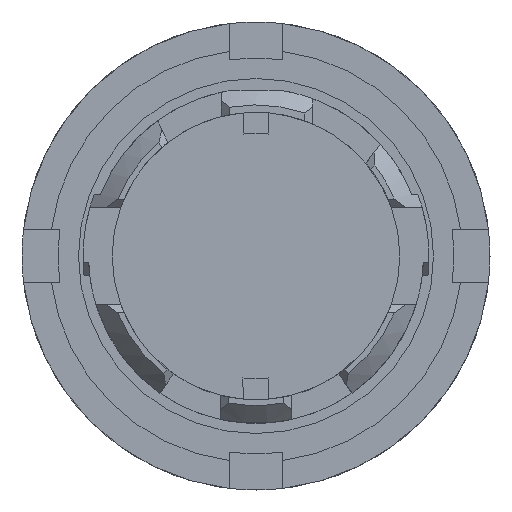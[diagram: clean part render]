
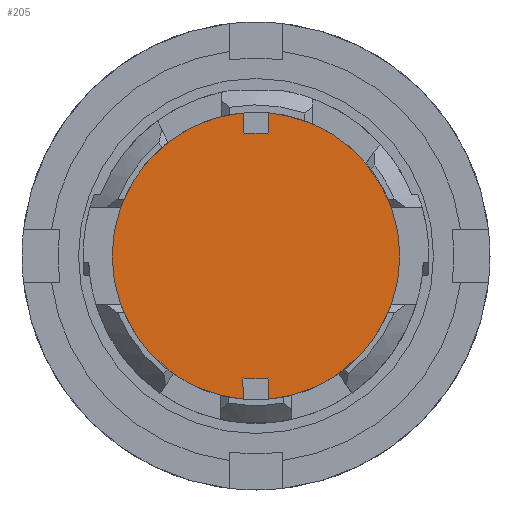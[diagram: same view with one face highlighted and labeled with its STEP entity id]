
A CAD part, front view. The second image highlights one B-rep face of the part: STEP entity #205.
In plain terms, the highlighted planar face has unit normal (0, -1, 0).
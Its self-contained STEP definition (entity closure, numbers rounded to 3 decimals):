
#205 = ADVANCED_FACE( '', ( #504 ), #505, .F. );
#504 = FACE_OUTER_BOUND( '', #907, .T. );
#505 = PLANE( '', #908 );
#907 = EDGE_LOOP( '', ( #1466, #1467, #1468, #1469, #1470, #1471, #1472, #1473, #1474, #1475, #1476, #1477 ) );
#908 = AXIS2_PLACEMENT_3D( '', #1478, #1479, #1480 );
#1466 = ORIENTED_EDGE( '', *, *, #2456, .F. );
#1467 = ORIENTED_EDGE( '', *, *, #2505, .T. );
#1468 = ORIENTED_EDGE( '', *, *, #2506, .T. );
#1469 = ORIENTED_EDGE( '', *, *, #2507, .F. );
#1470 = ORIENTED_EDGE( '', *, *, #2508, .F. );
#1471 = ORIENTED_EDGE( '', *, *, #2509, .F. );
#1472 = ORIENTED_EDGE( '', *, *, #2510, .F. );
#1473 = ORIENTED_EDGE( '', *, *, #2358, .T. );
#1474 = ORIENTED_EDGE( '', *, *, #2511, .T. );
#1475 = ORIENTED_EDGE( '', *, *, #2512, .F. );
#1476 = ORIENTED_EDGE( '', *, *, #2513, .F. );
#1477 = ORIENTED_EDGE( '', *, *, #2514, .F. );
#1478 = CARTESIAN_POINT( '', ( 0., -18.4, 0. ) );
#1479 = DIRECTION( '', ( 0., 1., 0. ) );
#1480 = DIRECTION( '', ( 1., 0., 0. ) );
#2358 = EDGE_CURVE( '', #2804, #2805, #2806, .F. );
#2456 = EDGE_CURVE( '', #2974, #2977, #2978, .T. );
#2505 = EDGE_CURVE( '', #2974, #3057, #3058, .F. );
#2506 = EDGE_CURVE( '', #3057, #3059, #3060, .F. );
#2507 = EDGE_CURVE( '', #3061, #3059, #3062, .T. );
#2508 = EDGE_CURVE( '', #3063, #3061, #3064, .T. );
#2509 = EDGE_CURVE( '', #3065, #3063, #3066, .T. );
#2510 = EDGE_CURVE( '', #2804, #3065, #3067, .T. );
#2511 = EDGE_CURVE( '', #2805, #3068, #3069, .F. );
#2512 = EDGE_CURVE( '', #3070, #3068, #3071, .T. );
#2513 = EDGE_CURVE( '', #3072, #3070, #3073, .T. );
#2514 = EDGE_CURVE( '', #2977, #3072, #3074, .T. );
#2804 = VERTEX_POINT( '', #3469 );
#2805 = VERTEX_POINT( '', #3470 );
#2806 = CIRCLE( '', #3471, 7.55 );
#2974 = VERTEX_POINT( '', #3694 );
#2977 = VERTEX_POINT( '', #3698 );
#2978 = LINE( '', #3699, #3700 );
#3057 = VERTEX_POINT( '', #3807 );
#3058 = CIRCLE( '', #3808, 7.55 );
#3059 = VERTEX_POINT( '', #3809 );
#3060 = LINE( '', #3810, #3811 );
#3061 = VERTEX_POINT( '', #3812 );
#3062 = CIRCLE( '', #3813, 8.85 );
#3063 = VERTEX_POINT( '', #3814 );
#3064 = CIRCLE( '', #3815, 8.85 );
#3065 = VERTEX_POINT( '', #3816 );
#3066 = CIRCLE( '', #3817, 8.85 );
#3067 = LINE( '', #3818, #3819 );
#3068 = VERTEX_POINT( '', #3820 );
#3069 = LINE( '', #3821, #3822 );
#3070 = VERTEX_POINT( '', #3823 );
#3071 = CIRCLE( '', #3824, 8.85 );
#3072 = VERTEX_POINT( '', #3825 );
#3073 = CIRCLE( '', #3826, 8.85 );
#3074 = CIRCLE( '', #3827, 8.85 );
#3469 = CARTESIAN_POINT( '', ( 0.8, -18.4, 7.507 ) );
#3470 = CARTESIAN_POINT( '', ( -0.8, -18.4, 7.507 ) );
#3471 = AXIS2_PLACEMENT_3D( '', #4399, #4400, #4401 );
#3694 = CARTESIAN_POINT( '', ( -0.8, -18.4, -7.507 ) );
#3698 = CARTESIAN_POINT( '', ( -0.8, -18.4, -8.814 ) );
#3699 = CARTESIAN_POINT( '', ( -0.8, -18.4, -8.814 ) );
#3700 = VECTOR( '', #4541, 1000. );
#3807 = CARTESIAN_POINT( '', ( 0.8, -18.4, -7.507 ) );
#3808 = AXIS2_PLACEMENT_3D( '', #4606, #4607, #4608 );
#3809 = CARTESIAN_POINT( '', ( 0.8, -18.4, -8.814 ) );
#3810 = CARTESIAN_POINT( '', ( 0.8, -18.4, 0. ) );
#3811 = VECTOR( '', #4609, 1000. );
#3812 = CARTESIAN_POINT( '', ( 8.326, -18.4, -3. ) );
#3813 = AXIS2_PLACEMENT_3D( '', #4610, #4611, #4612 );
#3814 = CARTESIAN_POINT( '', ( 8.326, -18.4, 3. ) );
#3815 = AXIS2_PLACEMENT_3D( '', #4613, #4614, #4615 );
#3816 = CARTESIAN_POINT( '', ( 0.8, -18.4, 8.814 ) );
#3817 = AXIS2_PLACEMENT_3D( '', #4616, #4617, #4618 );
#3818 = CARTESIAN_POINT( '', ( 0.8, -18.4, 8.814 ) );
#3819 = VECTOR( '', #4619, 1000. );
#3820 = CARTESIAN_POINT( '', ( -0.8, -18.4, 8.814 ) );
#3821 = CARTESIAN_POINT( '', ( -0.8, -18.4, 0. ) );
#3822 = VECTOR( '', #4620, 1000. );
#3823 = CARTESIAN_POINT( '', ( -8.326, -18.4, 3. ) );
#3824 = AXIS2_PLACEMENT_3D( '', #4621, #4622, #4623 );
#3825 = CARTESIAN_POINT( '', ( -8.326, -18.4, -3. ) );
#3826 = AXIS2_PLACEMENT_3D( '', #4624, #4625, #4626 );
#3827 = AXIS2_PLACEMENT_3D( '', #4627, #4628, #4629 );
#4399 = CARTESIAN_POINT( '', ( 0., -18.4, 0. ) );
#4400 = DIRECTION( '', ( 0., 1., 0. ) );
#4401 = DIRECTION( '', ( 0., 0., 1. ) );
#4541 = DIRECTION( '', ( 0., 0., -1. ) );
#4606 = CARTESIAN_POINT( '', ( 0., -18.4, 0. ) );
#4607 = DIRECTION( '', ( 0., 1., 0. ) );
#4608 = DIRECTION( '', ( 0., 0., 1. ) );
#4609 = DIRECTION( '', ( 0., 0., 1. ) );
#4610 = CARTESIAN_POINT( '', ( 0., -18.4, 0. ) );
#4611 = DIRECTION( '', ( 0., 1., 0. ) );
#4612 = DIRECTION( '', ( 0., 0., 1. ) );
#4613 = CARTESIAN_POINT( '', ( 0., -18.4, 0. ) );
#4614 = DIRECTION( '', ( 0., 1., 0. ) );
#4615 = DIRECTION( '', ( 0., 0., 1. ) );
#4616 = CARTESIAN_POINT( '', ( 0., -18.4, 0. ) );
#4617 = DIRECTION( '', ( 0., 1., 0. ) );
#4618 = DIRECTION( '', ( 0., 0., 1. ) );
#4619 = DIRECTION( '', ( 0., 0., 1. ) );
#4620 = DIRECTION( '', ( 0., 0., -1. ) );
#4621 = CARTESIAN_POINT( '', ( 0., -18.4, 0. ) );
#4622 = DIRECTION( '', ( 0., 1., 0. ) );
#4623 = DIRECTION( '', ( 0., 0., 1. ) );
#4624 = CARTESIAN_POINT( '', ( 0., -18.4, 0. ) );
#4625 = DIRECTION( '', ( 0., 1., 0. ) );
#4626 = DIRECTION( '', ( 0., 0., 1. ) );
#4627 = CARTESIAN_POINT( '', ( 0., -18.4, 0. ) );
#4628 = DIRECTION( '', ( 0., 1., 0. ) );
#4629 = DIRECTION( '', ( 0., 0., 1. ) );
